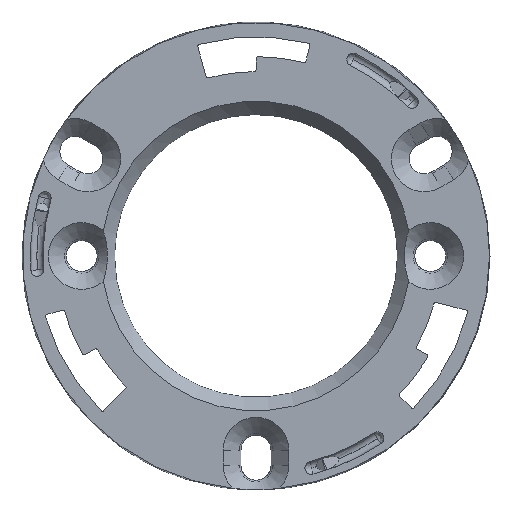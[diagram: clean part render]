
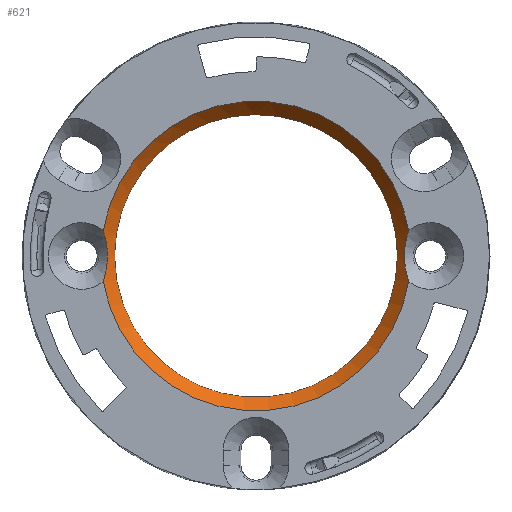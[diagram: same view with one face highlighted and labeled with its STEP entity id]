
A CAD part, top view. The second image highlights one B-rep face of the part: STEP entity #621.
In plain terms, the highlighted conical face has half-angle 40 degrees and reference radius 14.2 mm.
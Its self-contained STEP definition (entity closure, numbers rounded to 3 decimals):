
#621=ADVANCED_FACE('',(#1454,#1455),#1456,.F.);
#1454=FACE_BOUND('',#3047,.T.);
#1455=FACE_OUTER_BOUND('',#3048,.T.);
#1456=CONICAL_SURFACE('',#3049,14.2,0.698);
#3047=EDGE_LOOP('',(#5598,#5599,#5600,#5601,#5602,#5603,#5604,#5605,#5606,#5607));
#3048=EDGE_LOOP('',(#5608,#5609,#5610,#5611));
#3049=AXIS2_PLACEMENT_3D('',#5612,#5613,#5614);
#5598=ORIENTED_EDGE('',*,*,#8106,.F.);
#5599=ORIENTED_EDGE('',*,*,#8295,.F.);
#5600=ORIENTED_EDGE('',*,*,#8296,.F.);
#5601=ORIENTED_EDGE('',*,*,#8093,.F.);
#5602=ORIENTED_EDGE('',*,*,#8096,.F.);
#5603=ORIENTED_EDGE('',*,*,#8297,.F.);
#5604=ORIENTED_EDGE('',*,*,#7913,.F.);
#5605=ORIENTED_EDGE('',*,*,#7912,.F.);
#5606=ORIENTED_EDGE('',*,*,#8083,.F.);
#5607=ORIENTED_EDGE('',*,*,#8298,.F.);
#5608=ORIENTED_EDGE('',*,*,#7837,.F.);
#5609=ORIENTED_EDGE('',*,*,#8299,.T.);
#5610=ORIENTED_EDGE('',*,*,#7835,.F.);
#5611=ORIENTED_EDGE('',*,*,#8120,.T.);
#5612=CARTESIAN_POINT('',(0.,0.,0.4));
#5613=DIRECTION('',(-0.0,-0.0,1.0));
#5614=DIRECTION('',(1.0,0.0,0.0));
#7835=EDGE_CURVE('',#9247,#9248,#9249,.T.);
#7837=EDGE_CURVE('',#9250,#9252,#9253,.T.);
#7912=EDGE_CURVE('',#9374,#9380,#9381,.T.);
#7913=EDGE_CURVE('',#9380,#9382,#9383,.T.);
#8083=EDGE_CURVE('',#9682,#9374,#9684,.T.);
#8093=EDGE_CURVE('',#9354,#9339,#9695,.T.);
#8096=EDGE_CURVE('',#9362,#9354,#9698,.T.);
#8106=EDGE_CURVE('',#9331,#9703,#9709,.T.);
#8120=EDGE_CURVE('',#9247,#9252,#9730,.T.);
#8295=EDGE_CURVE('',#9995,#9331,#9996,.T.);
#8296=EDGE_CURVE('',#9339,#9995,#9997,.T.);
#8297=EDGE_CURVE('',#9382,#9362,#9998,.T.);
#8298=EDGE_CURVE('',#9703,#9682,#9999,.T.);
#8299=EDGE_CURVE('',#9250,#9248,#10000,.T.);
#9247=VERTEX_POINT('',#11711);
#9248=VERTEX_POINT('',#11712);
#9249=CIRCLE('',#11713,15.543);
#9250=VERTEX_POINT('',#11714);
#9252=VERTEX_POINT('',#11716);
#9253=CIRCLE('',#11717,15.543);
#9331=VERTEX_POINT('',#11831);
#9339=VERTEX_POINT('',#11845);
#9354=VERTEX_POINT('',#11866);
#9362=VERTEX_POINT('',#11880);
#9374=VERTEX_POINT('',#11901);
#9380=VERTEX_POINT('',#11912);
#9381=CIRCLE('',#11913,14.2);
#9382=VERTEX_POINT('',#11914);
#9383=CIRCLE('',#11915,14.2);
#9682=VERTEX_POINT('',#12548);
#9684=CIRCLE('',#12551,14.2);
#9695=CIRCLE('',#12621,14.2);
#9698=CIRCLE('',#12624,14.2);
#9703=VERTEX_POINT('',#12633);
#9709=CIRCLE('',#12644,14.2);
#9730=B_SPLINE_CURVE_WITH_KNOTS('',3,(#12729,#12730,#12731,#12732,#12733,#12734,#12735,#12736,#12737,#12738,#12739,#12740,#12741,#12742,#12743),.UNSPECIFIED.,.F.,.F.,(4,1,1,1,1,1,1,1,1,1,1,1,4),(0.0,0.053,0.104,0.154,0.202,0.248,0.376,0.498,0.621,0.748,0.828,0.911,1.0),.UNSPECIFIED.);
#9995=VERTEX_POINT('',#13407);
#9996=CIRCLE('',#13408,14.2);
#9997=CIRCLE('',#13409,14.2);
#9998=CIRCLE('',#13410,14.2);
#9999=CIRCLE('',#13411,14.2);
#10000=B_SPLINE_CURVE_WITH_KNOTS('',3,(#13412,#13413,#13414,#13415,#13416,#13417,#13418,#13419,#13420,#13421,#13422,#13423,#13424,#13425,#13426,#13427),.UNSPECIFIED.,.F.,.F.,(4,1,1,1,1,1,1,1,1,1,1,1,1,4),(0.0,0.053,0.104,0.154,0.202,0.248,0.376,0.498,0.5,0.622,0.749,0.828,0.912,1.0),.UNSPECIFIED.);
#11711=CARTESIAN_POINT('',(-15.331,2.553,2.0));
#11712=CARTESIAN_POINT('',(15.331,2.553,2.0));
#11713=AXIS2_PLACEMENT_3D('',#14972,#14973,#14974);
#11714=CARTESIAN_POINT('',(15.331,-2.553,2.0));
#11716=CARTESIAN_POINT('',(-15.331,-2.553,2.0));
#11717=AXIS2_PLACEMENT_3D('',#14978,#14979,#14980);
#11831=CARTESIAN_POINT('',(10.168,9.912,0.4));
#11845=CARTESIAN_POINT('',(9.427,-10.619,0.4));
#11866=CARTESIAN_POINT('',(3.5,-13.762,0.4));
#11880=CARTESIAN_POINT('',(-3.5,-13.762,0.4));
#11901=CARTESIAN_POINT('',(-10.168,9.912,0.4));
#11912=CARTESIAN_POINT('',(-14.2,0.,0.4));
#11913=AXIS2_PLACEMENT_3D('',#15063,#15064,#15065);
#11914=CARTESIAN_POINT('',(-9.209,-10.809,0.4));
#11915=AXIS2_PLACEMENT_3D('',#15066,#15067,#15068);
#12548=CARTESIAN_POINT('',(-4.757,13.38,0.4));
#12551=AXIS2_PLACEMENT_3D('',#15148,#15149,#15150);
#12621=AXIS2_PLACEMENT_3D('',#15151,#15152,#15153);
#12624=AXIS2_PLACEMENT_3D('',#15157,#15158,#15159);
#12633=CARTESIAN_POINT('',(4.483,13.474,0.4));
#12644=AXIS2_PLACEMENT_3D('',#15161,#15162,#15163);
#12729=CARTESIAN_POINT('',(-15.331,2.553,2.0));
#12730=CARTESIAN_POINT('',(-15.306,2.471,1.955));
#12731=CARTESIAN_POINT('',(-15.257,2.31,1.867));
#12732=CARTESIAN_POINT('',(-15.19,2.066,1.746));
#12733=CARTESIAN_POINT('',(-15.13,1.825,1.638));
#12734=CARTESIAN_POINT('',(-15.077,1.586,1.543));
#12735=CARTESIAN_POINT('',(-15.003,1.21,1.413));
#12736=CARTESIAN_POINT('',(-14.93,0.689,1.283));
#12737=CARTESIAN_POINT('',(-14.897,0.01,1.224));
#12738=CARTESIAN_POINT('',(-14.928,-0.669,1.279));
#12739=CARTESIAN_POINT('',(-15.008,-1.251,1.422));
#12740=CARTESIAN_POINT('',(-15.108,-1.74,1.6));
#12741=CARTESIAN_POINT('',(-15.21,-2.149,1.781));
#12742=CARTESIAN_POINT('',(-15.29,-2.416,1.926));
#12743=CARTESIAN_POINT('',(-15.331,-2.553,2.));
#13407=CARTESIAN_POINT('',(14.2,0.,0.4));
#13408=AXIS2_PLACEMENT_3D('',#15318,#15319,#15320);
#13409=AXIS2_PLACEMENT_3D('',#15321,#15322,#15323);
#13410=AXIS2_PLACEMENT_3D('',#15324,#15325,#15326);
#13411=AXIS2_PLACEMENT_3D('',#15327,#15328,#15329);
#13412=CARTESIAN_POINT('',(15.331,-2.553,2.));
#13413=CARTESIAN_POINT('',(15.306,-2.471,1.955));
#13414=CARTESIAN_POINT('',(15.257,-2.31,1.867));
#13415=CARTESIAN_POINT('',(15.19,-2.066,1.746));
#13416=CARTESIAN_POINT('',(15.13,-1.825,1.638));
#13417=CARTESIAN_POINT('',(15.077,-1.586,1.543));
#13418=CARTESIAN_POINT('',(15.003,-1.21,1.413));
#13419=CARTESIAN_POINT('',(14.93,-0.689,1.283));
#13420=CARTESIAN_POINT('',(14.907,-0.23,1.243));
#13421=CARTESIAN_POINT('',(14.907,0.219,1.243));
#13422=CARTESIAN_POINT('',(14.929,0.678,1.281));
#13423=CARTESIAN_POINT('',(15.009,1.256,1.423));
#13424=CARTESIAN_POINT('',(15.109,1.743,1.601));
#13425=CARTESIAN_POINT('',(15.21,2.151,1.782));
#13426=CARTESIAN_POINT('',(15.29,2.417,1.926));
#13427=CARTESIAN_POINT('',(15.331,2.553,2.0));
#14972=CARTESIAN_POINT('',(0.,0.,2.0));
#14973=DIRECTION('',(0.0,0.0,-1.0));
#14974=DIRECTION('',(1.0,0.0,0.0));
#14978=CARTESIAN_POINT('',(0.,0.,2.0));
#14979=DIRECTION('',(0.0,0.0,-1.0));
#14980=DIRECTION('',(1.0,0.0,0.0));
#15063=CARTESIAN_POINT('',(0.,0.,0.4));
#15064=DIRECTION('',(0.0,0.0,1.0));
#15065=DIRECTION('',(1.0,0.0,0.0));
#15066=CARTESIAN_POINT('',(0.,0.,0.4));
#15067=DIRECTION('',(0.0,0.0,1.0));
#15068=DIRECTION('',(1.0,0.0,0.0));
#15148=CARTESIAN_POINT('',(0.,0.,0.4));
#15149=DIRECTION('',(0.0,0.0,1.0));
#15150=DIRECTION('',(-1.0,0.0,0.0));
#15151=CARTESIAN_POINT('',(0.,0.,0.4));
#15152=DIRECTION('',(0.0,0.0,1.0));
#15153=DIRECTION('',(-1.0,0.0,0.0));
#15157=CARTESIAN_POINT('',(0.,0.,0.4));
#15158=DIRECTION('',(0.0,0.0,1.0));
#15159=DIRECTION('',(1.0,0.0,0.0));
#15161=CARTESIAN_POINT('',(0.,0.,0.4));
#15162=DIRECTION('',(0.0,0.0,1.0));
#15163=DIRECTION('',(1.0,0.0,0.0));
#15318=CARTESIAN_POINT('',(0.,0.,0.4));
#15319=DIRECTION('',(0.0,0.0,1.0));
#15320=DIRECTION('',(1.0,0.0,0.0));
#15321=CARTESIAN_POINT('',(0.,0.,0.4));
#15322=DIRECTION('',(0.0,0.0,1.0));
#15323=DIRECTION('',(1.0,0.0,0.0));
#15324=CARTESIAN_POINT('',(0.,0.,0.4));
#15325=DIRECTION('',(0.0,0.0,1.0));
#15326=DIRECTION('',(-1.0,0.0,0.0));
#15327=CARTESIAN_POINT('',(0.,0.,0.4));
#15328=DIRECTION('',(0.0,0.0,1.0));
#15329=DIRECTION('',(1.0,0.0,0.0));
